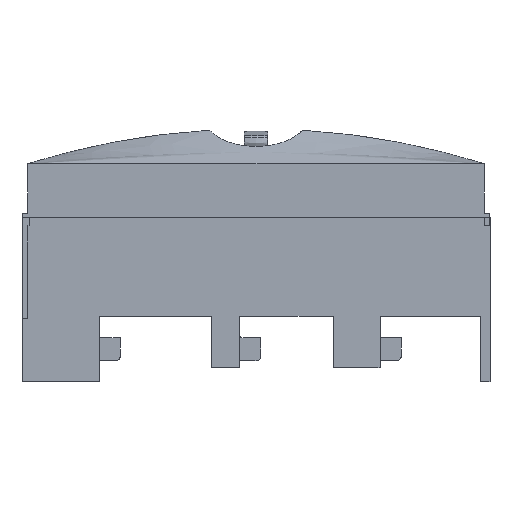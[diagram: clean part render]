
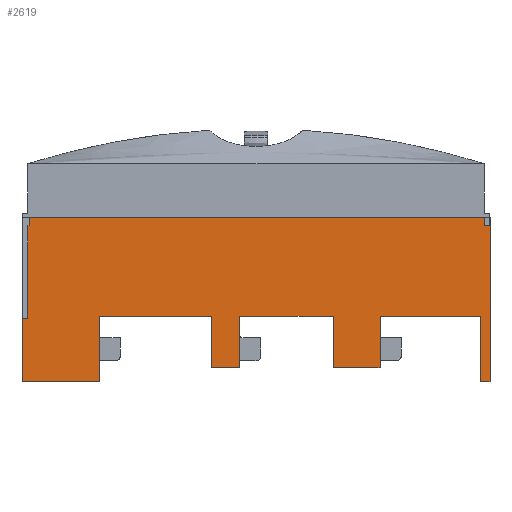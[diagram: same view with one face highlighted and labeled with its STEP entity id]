
A CAD part, left-side view. The second image highlights one B-rep face of the part: STEP entity #2619.
In plain terms, the highlighted face is planar.
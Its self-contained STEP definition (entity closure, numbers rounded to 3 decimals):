
#440=CARTESIAN_POINT('',(153.0,0.0,-22.0));
#441=VERTEX_POINT('',#440);
#448=CARTESIAN_POINT('',(133.0,0.0,-22.0));
#449=VERTEX_POINT('',#448);
#450=CARTESIAN_POINT('',(133.0,0.0,-22.0));
#451=DIRECTION('',(1.0,0.0,0.0));
#452=VECTOR('',#451,20.0);
#453=LINE('',#450,#452);
#454=EDGE_CURVE('',#449,#441,#453,.T.);
#583=CARTESIAN_POINT('',(153.0,0.0,0.0));
#584=VERTEX_POINT('',#583);
#591=CARTESIAN_POINT('',(153.0,0.0,0.0));
#592=DIRECTION('',(0.0,0.0,-1.0));
#593=VECTOR('',#592,22.0);
#594=LINE('',#591,#593);
#595=EDGE_CURVE('',#584,#441,#594,.T.);
#606=CARTESIAN_POINT('',(133.0,0.0,0.0));
#607=VERTEX_POINT('',#606);
#608=CARTESIAN_POINT('',(133.0,0.0,0.0));
#609=DIRECTION('',(0.0,0.0,-1.0));
#610=VECTOR('',#609,22.0);
#611=LINE('',#608,#610);
#612=EDGE_CURVE('',#607,#449,#611,.T.);
#637=CARTESIAN_POINT('',(93.0,0.0,0.0));
#638=VERTEX_POINT('',#637);
#639=CARTESIAN_POINT('',(93.0,0.0,0.0));
#640=DIRECTION('',(1.0,0.0,0.0));
#641=VECTOR('',#640,40.0);
#642=LINE('',#639,#641);
#643=EDGE_CURVE('',#638,#607,#642,.T.);
#755=CARTESIAN_POINT('',(81.0,0.0,-22.0));
#756=VERTEX_POINT('',#755);
#763=CARTESIAN_POINT('',(81.0,0.0,0.0));
#764=VERTEX_POINT('',#763);
#765=CARTESIAN_POINT('',(81.0,0.0,0.0));
#766=DIRECTION('',(0.0,0.0,-1.0));
#767=VECTOR('',#766,22.0);
#768=LINE('',#765,#767);
#769=EDGE_CURVE('',#764,#756,#768,.T.);
#888=CARTESIAN_POINT('',(93.0,0.0,-22.0));
#889=VERTEX_POINT('',#888);
#905=CARTESIAN_POINT('',(93.0,0.0,0.0));
#906=DIRECTION('',(0.0,0.0,-1.0));
#907=VECTOR('',#906,22.0);
#908=LINE('',#905,#907);
#909=EDGE_CURVE('',#638,#889,#908,.T.);
#1105=CARTESIAN_POINT('',(81.0,0.0,-22.0));
#1106=DIRECTION('',(1.0,0.0,0.0));
#1107=VECTOR('',#1106,12.0);
#1108=LINE('',#1105,#1107);
#1109=EDGE_CURVE('',#756,#889,#1108,.T.);
#1176=CARTESIAN_POINT('',(196.0,0.0,0.0));
#1177=VERTEX_POINT('',#1176);
#1184=CARTESIAN_POINT('',(153.0,0.0,0.0));
#1185=DIRECTION('',(1.0,0.0,0.0));
#1186=VECTOR('',#1185,43.0);
#1187=LINE('',#1184,#1186);
#1188=EDGE_CURVE('',#584,#1177,#1187,.T.);
#1245=CARTESIAN_POINT('',(33.0,0.0,0.0));
#1246=VERTEX_POINT('',#1245);
#1247=CARTESIAN_POINT('',(33.0,0.0,0.0));
#1248=DIRECTION('',(1.0,0.0,0.0));
#1249=VECTOR('',#1248,48.0);
#1250=LINE('',#1247,#1249);
#1251=EDGE_CURVE('',#1246,#764,#1250,.T.);
#1428=CARTESIAN_POINT('',(33.0,0.0,-28.));
#1429=VERTEX_POINT('',#1428);
#1436=CARTESIAN_POINT('',(0.0,0.0,-28.));
#1437=VERTEX_POINT('',#1436);
#1438=CARTESIAN_POINT('',(0.0,0.0,-28.));
#1439=DIRECTION('',(1.0,0.0,0.0));
#1440=VECTOR('',#1439,33.0);
#1441=LINE('',#1438,#1440);
#1442=EDGE_CURVE('',#1437,#1429,#1441,.T.);
#1477=CARTESIAN_POINT('',(33.0,0.0,0.0));
#1478=DIRECTION('',(0.0,0.0,-1.0));
#1479=VECTOR('',#1478,28.);
#1480=LINE('',#1477,#1479);
#1481=EDGE_CURVE('',#1246,#1429,#1480,.T.);
#1544=CARTESIAN_POINT('',(200.0,0.0,-28.));
#1545=VERTEX_POINT('',#1544);
#1552=CARTESIAN_POINT('',(196.0,0.0,-28.));
#1553=VERTEX_POINT('',#1552);
#1554=CARTESIAN_POINT('',(196.0,0.0,-28.));
#1555=DIRECTION('',(1.0,0.0,0.0));
#1556=VECTOR('',#1555,4.0);
#1557=LINE('',#1554,#1556);
#1558=EDGE_CURVE('',#1553,#1545,#1557,.T.);
#1649=CARTESIAN_POINT('',(196.0,0.0,0.0));
#1650=DIRECTION('',(0.0,0.0,-1.0));
#1651=VECTOR('',#1650,28.);
#1652=LINE('',#1649,#1651);
#1653=EDGE_CURVE('',#1177,#1553,#1652,.T.);
#2164=CARTESIAN_POINT('',(200.0,0.0,42.0));
#2165=VERTEX_POINT('',#2164);
#2177=CARTESIAN_POINT('',(0.0,0.0,42.0));
#2178=VERTEX_POINT('',#2177);
#2185=CARTESIAN_POINT('',(200.0,0.0,42.0));
#2186=DIRECTION('',(-1.0,0.0,0.0));
#2187=VECTOR('',#2186,200.0);
#2188=LINE('',#2185,#2187);
#2189=EDGE_CURVE('',#2165,#2178,#2188,.T.);
#2535=CARTESIAN_POINT('',(0.0,0.0,42.0));
#2536=DIRECTION('',(0.0,0.0,-1.0));
#2537=VECTOR('',#2536,70.0);
#2538=LINE('',#2535,#2537);
#2539=EDGE_CURVE('',#2178,#1437,#2538,.T.);
#2586=CARTESIAN_POINT('',(200.0,0.0,-28.));
#2587=DIRECTION('',(0.0,0.0,1.0));
#2588=VECTOR('',#2587,70.0);
#2589=LINE('',#2586,#2588);
#2590=EDGE_CURVE('',#1545,#2165,#2589,.T.);
#2596=CARTESIAN_POINT('',(200.0,0.0,0.0));
#2597=DIRECTION('',(0.0,-1.0,0.0));
#2598=DIRECTION('',(0.0,0.0,-1.0));
#2599=AXIS2_PLACEMENT_3D('',#2596,#2597,#2598);
#2600=PLANE('',#2599);
#2601=ORIENTED_EDGE('',*,*,#2539,.T.);
#2602=ORIENTED_EDGE('',*,*,#1442,.T.);
#2603=ORIENTED_EDGE('',*,*,#1481,.F.);
#2604=ORIENTED_EDGE('',*,*,#1251,.T.);
#2605=ORIENTED_EDGE('',*,*,#769,.T.);
#2606=ORIENTED_EDGE('',*,*,#1109,.T.);
#2607=ORIENTED_EDGE('',*,*,#909,.F.);
#2608=ORIENTED_EDGE('',*,*,#643,.T.);
#2609=ORIENTED_EDGE('',*,*,#612,.T.);
#2610=ORIENTED_EDGE('',*,*,#454,.T.);
#2611=ORIENTED_EDGE('',*,*,#595,.F.);
#2612=ORIENTED_EDGE('',*,*,#1188,.T.);
#2613=ORIENTED_EDGE('',*,*,#1653,.T.);
#2614=ORIENTED_EDGE('',*,*,#1558,.T.);
#2615=ORIENTED_EDGE('',*,*,#2590,.T.);
#2616=ORIENTED_EDGE('',*,*,#2189,.T.);
#2617=EDGE_LOOP('',(#2601,#2602,#2603,#2604,#2605,#2606,#2607,#2608,#2609,#2610,#2611,#2612,#2613,#2614,#2615,#2616));
#2618=FACE_OUTER_BOUND('',#2617,.T.);
#2619=ADVANCED_FACE('',(#2618),#2600,.T.);
